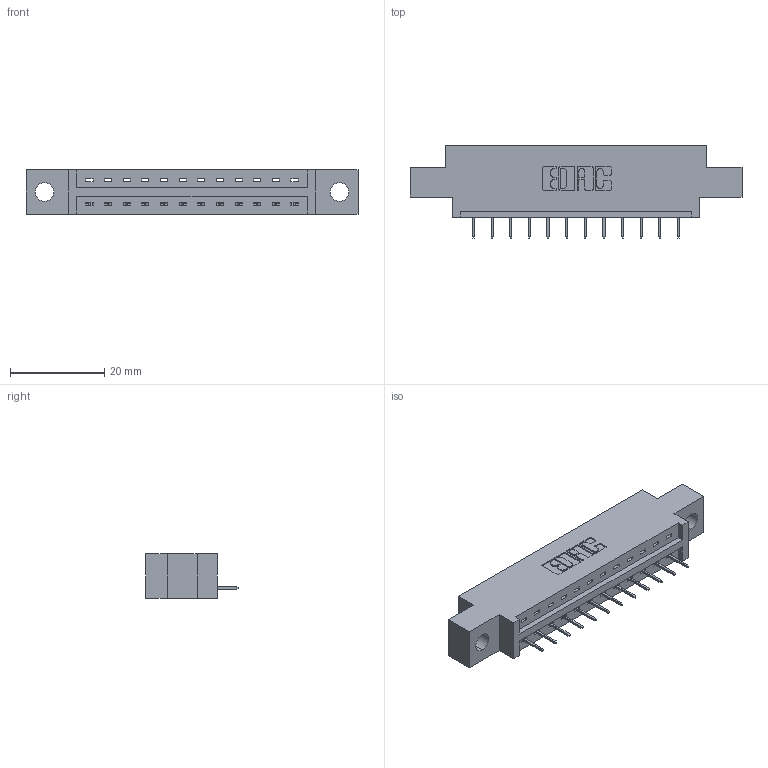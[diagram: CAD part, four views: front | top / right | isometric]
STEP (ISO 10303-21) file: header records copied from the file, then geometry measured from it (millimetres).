
FILE_DESCRIPTION (( 'STEP AP203' ), '1' );
FILE_NAME ('387-012-524-604.STEP', '2019-10-02T13:10:53', ( '' ), ( '' ), 'SwSTEP 2.0', 'SolidWorks 2016', '' );
FILE_SCHEMA (( 'CONFIG_CONTROL_DESIGN' ));
Length unit declared in the file: inch
Products named in the file (3): 387-012-524-604; 337 Part_0.170 Offset - 0.156 Dia-TH; 345-292-001_345-293-124
Assembly tree (13 placements, depth 2):
  387-012-524-604
    337 Part_0.170 Offset - 0.156 Dia-TH
    345-292-001_345-293-124  x12
Bounding box: 70.56 x 19.69 x 9.4 mm (x, y, z)
Volume: 6705.5 mm3; surface area: 6487.6 mm2
Topology: 13 solids, 13 shells, 910 faces, 2627 edges, 1702 vertices
Faces by surface type: plane 698, cylinder 212
Entity records: 13009 total; most frequent: CARTESIAN_POINT 2270, ORIENTED_EDGE 2218, DIRECTION 1973, EDGE_CURVE 1109, VECTOR 985, LINE 985, VERTEX_POINT 734, AXIS2_PLACEMENT_3D 494
